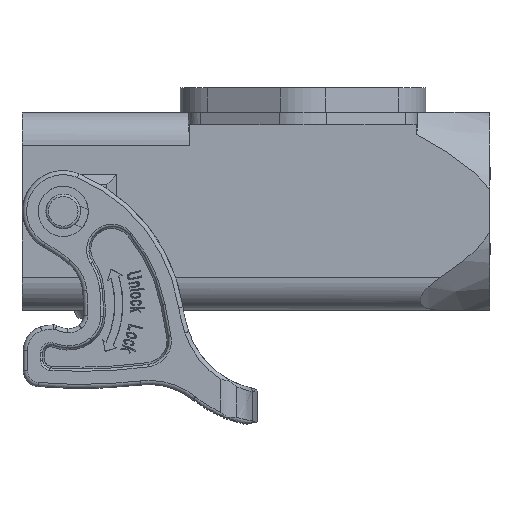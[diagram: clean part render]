
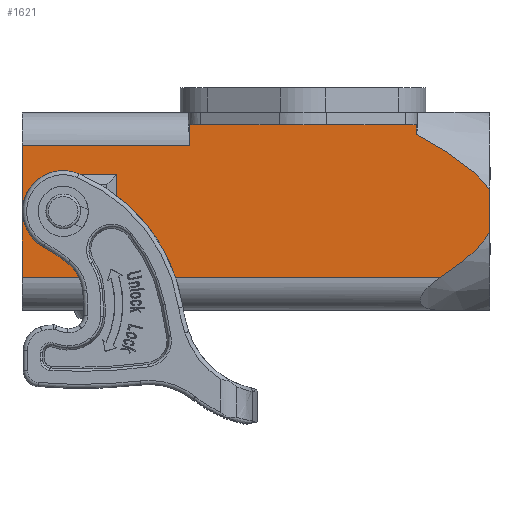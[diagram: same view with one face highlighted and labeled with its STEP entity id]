
A CAD part, left-side view. The second image highlights one B-rep face of the part: STEP entity #1621.
In plain terms, the highlighted planar face has unit normal (-1, 0, 0).
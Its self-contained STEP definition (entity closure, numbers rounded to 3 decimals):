
#490=FACE_BOUND('',#3060,.T.);
#491=FACE_BOUND('',#3061,.T.);
#609=PLANE('',#11819);
#810=B_SPLINE_CURVE_WITH_KNOTS('',3,(#15418,#15419,#15420,#15421,#15422,
#15423),.UNSPECIFIED.,.F.,.F.,(4,2,4),(0.,0.5,1.),.UNSPECIFIED.);
#811=B_SPLINE_CURVE_WITH_KNOTS('',3,(#15427,#15428,#15429,#15430,#15431,
#15432),.UNSPECIFIED.,.F.,.F.,(4,2,4),(0.,0.5,1.),.UNSPECIFIED.);
#1621=ADVANCED_FACE('',(#490,#491),#609,.T.);
#3060=EDGE_LOOP('',(#4988,#4989,#4990,#4991,#4992,#4993,#4994,#4995,#4996));
#3061=EDGE_LOOP('',(#4997,#4998,#4999,#5000));
#3822=LINE('',#15294,#4331);
#3828=LINE('',#15327,#4337);
#3853=LINE('',#15411,#4362);
#3854=LINE('',#15412,#4363);
#3855=LINE('',#15414,#4364);
#3856=LINE('',#15416,#4365);
#3857=LINE('',#15425,#4366);
#3858=LINE('',#15433,#4367);
#3859=LINE('',#15436,#4368);
#3860=LINE('',#15438,#4369);
#3861=LINE('',#15440,#4370);
#4331=VECTOR('',#12821,1.);
#4337=VECTOR('',#12849,1.);
#4362=VECTOR('',#12904,1.);
#4363=VECTOR('',#12905,1.);
#4364=VECTOR('',#12906,1.);
#4365=VECTOR('',#12907,1.);
#4366=VECTOR('',#12908,1.);
#4367=VECTOR('',#12909,1.);
#4368=VECTOR('',#12910,1.);
#4369=VECTOR('',#12911,1.);
#4370=VECTOR('',#12912,1.);
#4988=ORIENTED_EDGE('',*,*,#9686,.F.);
#4989=ORIENTED_EDGE('',*,*,#9636,.F.);
#4990=ORIENTED_EDGE('',*,*,#9687,.T.);
#4991=ORIENTED_EDGE('',*,*,#9688,.T.);
#4992=ORIENTED_EDGE('',*,*,#9689,.T.);
#4993=ORIENTED_EDGE('',*,*,#9690,.F.);
#4994=ORIENTED_EDGE('',*,*,#9691,.F.);
#4995=ORIENTED_EDGE('',*,*,#9692,.T.);
#4996=ORIENTED_EDGE('',*,*,#9651,.T.);
#4997=ORIENTED_EDGE('',*,*,#9693,.F.);
#4998=ORIENTED_EDGE('',*,*,#9694,.T.);
#4999=ORIENTED_EDGE('',*,*,#9695,.T.);
#5000=ORIENTED_EDGE('',*,*,#9696,.F.);
#8467=VERTEX_POINT('',#15293);
#8468=VERTEX_POINT('',#15295);
#8475=VERTEX_POINT('',#15326);
#8476=VERTEX_POINT('',#15328);
#8504=VERTEX_POINT('',#15413);
#8505=VERTEX_POINT('',#15415);
#8506=VERTEX_POINT('',#15417);
#8507=VERTEX_POINT('',#15424);
#8508=VERTEX_POINT('',#15426);
#8509=VERTEX_POINT('',#15434);
#8510=VERTEX_POINT('',#15435);
#8511=VERTEX_POINT('',#15437);
#8512=VERTEX_POINT('',#15439);
#9636=EDGE_CURVE('',#8467,#8468,#3822,.T.);
#9651=EDGE_CURVE('',#8476,#8475,#3828,.T.);
#9686=EDGE_CURVE('',#8468,#8475,#3853,.T.);
#9687=EDGE_CURVE('',#8467,#8504,#3854,.T.);
#9688=EDGE_CURVE('',#8504,#8505,#3855,.T.);
#9689=EDGE_CURVE('',#8505,#8506,#3856,.T.);
#9690=EDGE_CURVE('',#8507,#8506,#810,.T.);
#9691=EDGE_CURVE('',#8508,#8507,#3857,.T.);
#9692=EDGE_CURVE('',#8508,#8476,#811,.T.);
#9693=EDGE_CURVE('',#8509,#8510,#3858,.T.);
#9694=EDGE_CURVE('',#8509,#8511,#3859,.T.);
#9695=EDGE_CURVE('',#8511,#8512,#3860,.T.);
#9696=EDGE_CURVE('',#8510,#8512,#3861,.T.);
#11819=AXIS2_PLACEMENT_3D('',#15441,#12913,#12914);
#12821=DIRECTION('',(0.,0.,1.));
#12849=DIRECTION('',(0.,0.,1.));
#12904=DIRECTION('',(0.,-1.,0.));
#12905=DIRECTION('',(0.,1.,0.));
#12906=DIRECTION('',(0.,0.,-1.));
#12907=DIRECTION('',(0.,-1.,0.));
#12908=DIRECTION('',(0.,0.,-1.));
#12909=DIRECTION('',(0.,0.,1.));
#12910=DIRECTION('',(0.,1.,0.));
#12911=DIRECTION('',(0.,0.,1.));
#12912=DIRECTION('',(0.,1.,0.));
#12913=DIRECTION('',(-1.,0.,0.));
#12914=DIRECTION('',(0.,0.,1.));
#15293=CARTESIAN_POINT('',(-6.524,17.169,14.5));
#15294=CARTESIAN_POINT('',(-6.524,17.169,11.));
#15295=CARTESIAN_POINT('',(-6.524,17.169,17.));
#15326=CARTESIAN_POINT('',(-6.524,-10.303,17.));
#15327=CARTESIAN_POINT('',(-6.524,-10.303,11.));
#15328=CARTESIAN_POINT('',(-6.524,-10.303,15.852));
#15411=CARTESIAN_POINT('',(-6.524,42.533,17.));
#15412=CARTESIAN_POINT('',(-6.524,37.533,14.5));
#15413=CARTESIAN_POINT('',(-6.524,37.533,14.5));
#15414=CARTESIAN_POINT('',(-6.524,37.533,20.));
#15415=CARTESIAN_POINT('',(-6.524,37.533,-1.5));
#15416=CARTESIAN_POINT('',(-6.524,-19.267,-1.5));
#15417=CARTESIAN_POINT('',(-6.524,-13.263,-1.5));
#15418=CARTESIAN_POINT('',(-6.524,-19.267,4.038));
#15419=CARTESIAN_POINT('',(-6.524,-18.587,2.814));
#15420=CARTESIAN_POINT('',(-6.524,-17.624,1.848));
#15421=CARTESIAN_POINT('',(-6.524,-15.543,0.054));
#15422=CARTESIAN_POINT('',(-6.524,-14.417,-0.747));
#15423=CARTESIAN_POINT('',(-6.524,-13.263,-1.5));
#15424=CARTESIAN_POINT('',(-6.524,-19.267,4.038));
#15425=CARTESIAN_POINT('',(-6.524,-19.267,6.5));
#15426=CARTESIAN_POINT('',(-6.524,-19.267,8.962));
#15427=CARTESIAN_POINT('',(-6.524,-19.267,8.962));
#15428=CARTESIAN_POINT('',(-6.524,-18.259,10.621));
#15429=CARTESIAN_POINT('',(-6.524,-16.748,11.801));
#15430=CARTESIAN_POINT('',(-6.524,-13.629,13.993));
#15431=CARTESIAN_POINT('',(-6.524,-11.982,14.949));
#15432=CARTESIAN_POINT('',(-6.524,-10.303,15.852));
#15433=CARTESIAN_POINT('',(-6.524,26.033,-4.));
#15434=CARTESIAN_POINT('',(-6.524,26.033,2.05));
#15435=CARTESIAN_POINT('',(-6.524,26.033,10.95));
#15436=CARTESIAN_POINT('',(-6.524,-45.308,2.05));
#15437=CARTESIAN_POINT('',(-6.524,34.533,2.05));
#15438=CARTESIAN_POINT('',(-6.524,34.533,-4.));
#15439=CARTESIAN_POINT('',(-6.524,34.533,10.95));
#15440=CARTESIAN_POINT('',(-6.524,-45.308,10.95));
#15441=CARTESIAN_POINT('',(-6.524,9.133,6.5));
